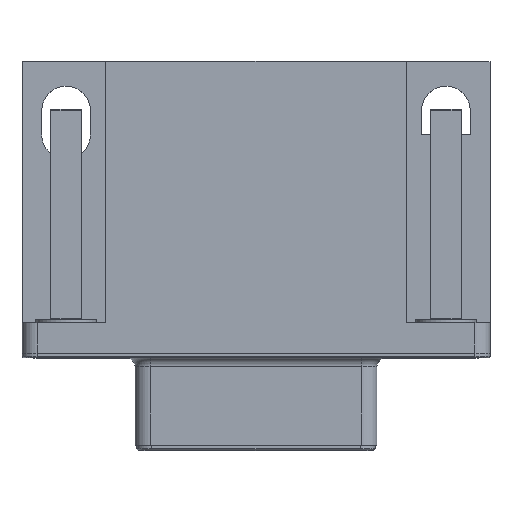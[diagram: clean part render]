
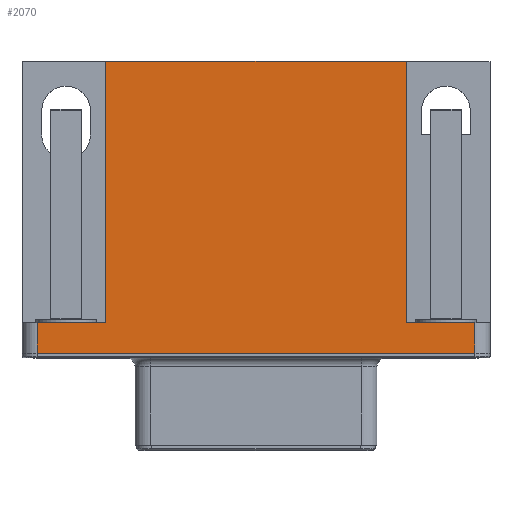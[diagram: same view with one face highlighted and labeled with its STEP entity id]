
A CAD part, top view. The second image highlights one B-rep face of the part: STEP entity #2070.
In plain terms, the highlighted planar face has unit normal (0, 0, 1).
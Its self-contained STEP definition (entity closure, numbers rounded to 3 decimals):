
#28=VECTOR('',#29,1.);
#29=DIRECTION('',(0.,-1.,0.));
#36=VECTOR('',#37,1.);
#37=DIRECTION('',(1.,0.,0.));
#47=VECTOR('',#48,1.);
#48=DIRECTION('',(-1.,0.,0.));
#74=DIRECTION('',(0.,1.,0.));
#203=DIRECTION('',(0.,0.,1.));
#1904=VERTEX_POINT('',#1905);
#1905=CARTESIAN_POINT('',(-19.94,-17.4,12.5));
#1908=ORIENTED_EDGE('',*,*,#1909,.F.);
#1909=EDGE_CURVE('',#1910,#1904,#1912,.T.);
#1910=VERTEX_POINT('',#1911);
#1911=CARTESIAN_POINT('',(8.86,-17.4,12.5));
#1912=LINE('',#1911,#47);
#2070=ADVANCED_FACE('',(#2071),#2111,.T.);
#2071=FACE_BOUND('',#2072,.T.);
#2072=EDGE_LOOP('',(#1908,#2073,#2079,#2084,#2090,#2096,#2102,#2108));
#2073=ORIENTED_EDGE('',*,*,#2074,.T.);
#2074=EDGE_CURVE('',#1910,#2075,#2077,.T.);
#2075=VERTEX_POINT('',#2076);
#2076=CARTESIAN_POINT('',(8.86,-15.4,12.5));
#2077=LINE('',#1911,#2078);
#2078=VECTOR('',#74,1.);
#2079=ORIENTED_EDGE('',*,*,#2080,.F.);
#2080=EDGE_CURVE('',#2081,#2075,#2083,.T.);
#2081=VERTEX_POINT('',#2082);
#2082=CARTESIAN_POINT('',(4.36,-15.4,12.5));
#2083=LINE('',#2076,#36);
#2084=ORIENTED_EDGE('',*,*,#2085,.F.);
#2085=EDGE_CURVE('',#2086,#2081,#2088,.T.);
#2086=VERTEX_POINT('',#2087);
#2087=CARTESIAN_POINT('',(4.36,1.8,12.5));
#2088=LINE('',#2089,#28);
#2089=CARTESIAN_POINT('',(4.36,-16.4,12.5));
#2090=ORIENTED_EDGE('',*,*,#2091,.T.);
#2091=EDGE_CURVE('',#2086,#2092,#2094,.T.);
#2092=VERTEX_POINT('',#2093);
#2093=CARTESIAN_POINT('',(-15.44,1.8,12.5));
#2094=LINE('',#2095,#47);
#2095=CARTESIAN_POINT('',(9.86,1.8,12.5));
#2096=ORIENTED_EDGE('',*,*,#2097,.F.);
#2097=EDGE_CURVE('',#2098,#2092,#2100,.T.);
#2098=VERTEX_POINT('',#2099);
#2099=CARTESIAN_POINT('',(-15.44,-15.4,12.5));
#2100=LINE('',#2101,#2078);
#2101=CARTESIAN_POINT('',(-15.44,-16.4,12.5));
#2102=ORIENTED_EDGE('',*,*,#2103,.F.);
#2103=EDGE_CURVE('',#2104,#2098,#2106,.T.);
#2104=VERTEX_POINT('',#2105);
#2105=CARTESIAN_POINT('',(-19.94,-15.4,12.5));
#2106=LINE('',#2107,#36);
#2107=CARTESIAN_POINT('',(-4.54,-15.4,12.5));
#2108=ORIENTED_EDGE('',*,*,#2109,.F.);
#2109=EDGE_CURVE('',#1904,#2104,#2110,.T.);
#2110=LINE('',#1905,#2078);
#2111=PLANE('',#2112);
#2112=AXIS2_PLACEMENT_3D('',#2113,#203,#48);
#2113=CARTESIAN_POINT('',(9.86,-17.4,12.5));
